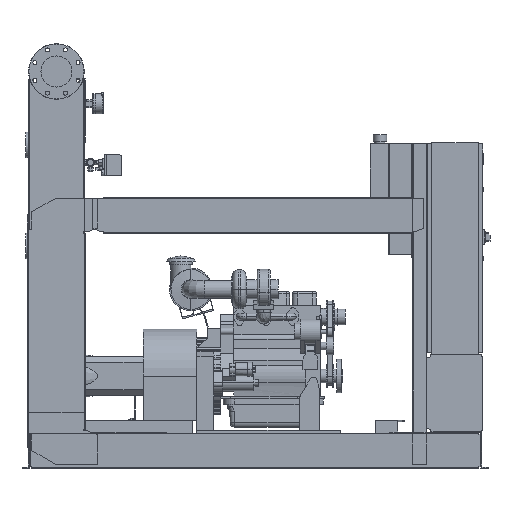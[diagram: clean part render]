
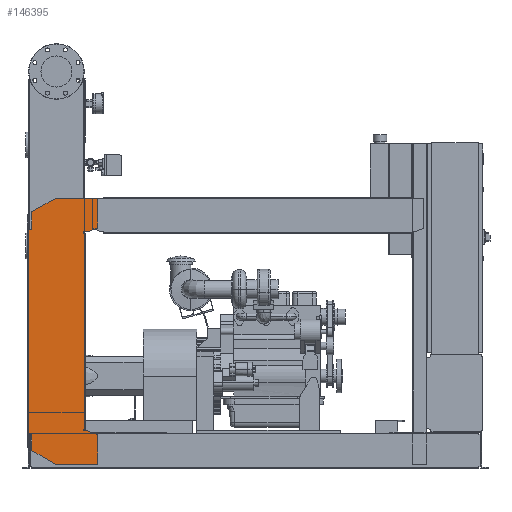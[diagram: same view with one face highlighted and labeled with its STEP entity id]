
A CAD part, front view. The second image highlights one B-rep face of the part: STEP entity #146395.
In plain terms, the highlighted free-form (B-spline) face has degree [1, 1] with [2, 2] control points.
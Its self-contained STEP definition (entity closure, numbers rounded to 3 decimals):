
#145880=CARTESIAN_POINT('',(-111.0,-463.5,1076.0));
#145881=VERTEX_POINT('',#145880);
#145888=CARTESIAN_POINT('',(-111.0,-463.5,1153.378));
#145889=VERTEX_POINT('',#145888);
#145890=CARTESIAN_POINT('',(-111.0,-463.5,1076.0));
#145891=DIRECTION('',(0.0,0.0,1.0));
#145892=VECTOR('',#145891,77.378);
#145893=LINE('',#145890,#145892);
#145894=EDGE_CURVE('',#145881,#145889,#145893,.T.);
#145912=CARTESIAN_POINT('',(-6.0,-463.5,1214.0));
#145913=VERTEX_POINT('',#145912);
#145914=CARTESIAN_POINT('',(-111.0,-463.5,1153.378));
#145915=DIRECTION('',(0.866,0.0,0.5));
#145916=VECTOR('',#145915,121.244);
#145917=LINE('',#145914,#145916);
#145918=EDGE_CURVE('',#145889,#145913,#145917,.T.);
#145936=CARTESIAN_POINT('',(186.0,-463.5,1214.0));
#145937=VERTEX_POINT('',#145936);
#145938=CARTESIAN_POINT('',(-6.0,-463.5,1214.0));
#145939=DIRECTION('',(1.0,0.0,0.0));
#145940=VECTOR('',#145939,192.0);
#145941=LINE('',#145938,#145940);
#145942=EDGE_CURVE('',#145913,#145937,#145941,.T.);
#145960=CARTESIAN_POINT('',(186.,-463.5,1080.379));
#145961=VERTEX_POINT('',#145960);
#145962=CARTESIAN_POINT('',(186.0,-463.5,1214.0));
#145963=DIRECTION('',(0.0,0.0,-1.0));
#145964=VECTOR('',#145963,133.621);
#145965=LINE('',#145962,#145964);
#145966=EDGE_CURVE('',#145937,#145961,#145965,.T.);
#145984=CARTESIAN_POINT('',(141.,-463.5,1064.0));
#145985=VERTEX_POINT('',#145984);
#145986=CARTESIAN_POINT('',(186.,-463.5,1080.379));
#145987=DIRECTION('',(-0.94,0.0,-0.342));
#145988=VECTOR('',#145987,47.888);
#145989=LINE('',#145986,#145988);
#145990=EDGE_CURVE('',#145961,#145985,#145989,.T.);
#146008=CARTESIAN_POINT('',(121.,-463.5,1064.0));
#146009=VERTEX_POINT('',#146008);
#146010=CARTESIAN_POINT('',(141.,-463.5,1064.0));
#146011=DIRECTION('',(-1.0,0.0,0.0));
#146012=VECTOR('',#146011,20.0);
#146013=LINE('',#146010,#146012);
#146014=EDGE_CURVE('',#145985,#146009,#146013,.T.);
#146032=CARTESIAN_POINT('',(121.,-463.5,1056.0));
#146033=VERTEX_POINT('',#146032);
#146034=CARTESIAN_POINT('',(121.,-463.5,1064.0));
#146035=DIRECTION('',(0.0,0.0,-1.0));
#146036=VECTOR('',#146035,8.0);
#146037=LINE('',#146034,#146036);
#146038=EDGE_CURVE('',#146009,#146033,#146037,.T.);
#146056=CARTESIAN_POINT('',(129.,-463.5,1056.0));
#146057=VERTEX_POINT('',#146056);
#146058=CARTESIAN_POINT('',(121.,-463.5,1056.0));
#146059=DIRECTION('',(1.0,0.0,0.0));
#146060=VECTOR('',#146059,8.0);
#146061=LINE('',#146058,#146060);
#146062=EDGE_CURVE('',#146033,#146057,#146061,.T.);
#146080=CARTESIAN_POINT('',(129.,-463.5,176.));
#146081=VERTEX_POINT('',#146080);
#146092=CARTESIAN_POINT('',(129.,-463.5,1056.0));
#146093=DIRECTION('',(0.0,0.0,-1.0));
#146094=VECTOR('',#146093,880.);
#146095=LINE('',#146092,#146094);
#146096=EDGE_CURVE('',#146057,#146081,#146095,.T.);
#146110=CARTESIAN_POINT('',(121.,-463.5,176.));
#146111=VERTEX_POINT('',#146110);
#146112=CARTESIAN_POINT('',(129.,-463.5,176.));
#146113=DIRECTION('',(-1.0,0.0,0.0));
#146114=VECTOR('',#146113,8.0);
#146115=LINE('',#146112,#146114);
#146116=EDGE_CURVE('',#146081,#146111,#146115,.T.);
#146134=CARTESIAN_POINT('',(121.,-463.5,168.));
#146135=VERTEX_POINT('',#146134);
#146136=CARTESIAN_POINT('',(121.,-463.5,176.));
#146137=DIRECTION('',(0.0,0.0,-1.0));
#146138=VECTOR('',#146137,8.0);
#146139=LINE('',#146136,#146138);
#146140=EDGE_CURVE('',#146111,#146135,#146139,.T.);
#146158=CARTESIAN_POINT('',(141.,-463.5,168.));
#146159=VERTEX_POINT('',#146158);
#146160=CARTESIAN_POINT('',(121.,-463.5,168.));
#146161=DIRECTION('',(1.0,0.0,0.0));
#146162=VECTOR('',#146161,20.0);
#146163=LINE('',#146160,#146162);
#146164=EDGE_CURVE('',#146135,#146159,#146163,.T.);
#146182=CARTESIAN_POINT('',(186.,-463.5,151.621));
#146183=VERTEX_POINT('',#146182);
#146184=CARTESIAN_POINT('',(141.,-463.5,168.));
#146185=DIRECTION('',(0.94,0.0,-0.342));
#146186=VECTOR('',#146185,47.888);
#146187=LINE('',#146184,#146186);
#146188=EDGE_CURVE('',#146159,#146183,#146187,.T.);
#146206=CARTESIAN_POINT('',(186.,-463.5,18.0));
#146207=VERTEX_POINT('',#146206);
#146208=CARTESIAN_POINT('',(186.,-463.5,151.621));
#146209=DIRECTION('',(0.0,0.0,-1.0));
#146210=VECTOR('',#146209,133.621);
#146211=LINE('',#146208,#146210);
#146212=EDGE_CURVE('',#146183,#146207,#146211,.T.);
#146230=CARTESIAN_POINT('',(-4.,-463.5,18.0));
#146231=VERTEX_POINT('',#146230);
#146232=CARTESIAN_POINT('',(186.,-463.5,18.0));
#146233=DIRECTION('',(-1.0,0.0,0.0));
#146234=VECTOR('',#146233,190.);
#146235=LINE('',#146232,#146234);
#146236=EDGE_CURVE('',#146207,#146231,#146235,.T.);
#146254=CARTESIAN_POINT('',(-111.,-463.5,79.776));
#146255=VERTEX_POINT('',#146254);
#146256=CARTESIAN_POINT('',(-4.,-463.5,18.0));
#146257=DIRECTION('',(-0.866,0.,0.5));
#146258=VECTOR('',#146257,123.553);
#146259=LINE('',#146256,#146258);
#146260=EDGE_CURVE('',#146231,#146255,#146259,.T.);
#146278=CARTESIAN_POINT('',(-111.,-463.5,156.0));
#146279=VERTEX_POINT('',#146278);
#146280=CARTESIAN_POINT('',(-111.,-463.5,79.776));
#146281=DIRECTION('',(0.0,0.0,1.0));
#146282=VECTOR('',#146281,76.224);
#146283=LINE('',#146280,#146282);
#146284=EDGE_CURVE('',#146255,#146279,#146283,.T.);
#146302=CARTESIAN_POINT('',(-131.,-463.5,156.0));
#146303=VERTEX_POINT('',#146302);
#146304=CARTESIAN_POINT('',(-111.,-463.5,156.0));
#146305=DIRECTION('',(-1.0,0.0,0.0));
#146306=VECTOR('',#146305,20.0);
#146307=LINE('',#146304,#146306);
#146308=EDGE_CURVE('',#146279,#146303,#146307,.T.);
#146326=CARTESIAN_POINT('',(-131.0,-463.5,1076.0));
#146327=VERTEX_POINT('',#146326);
#146340=CARTESIAN_POINT('',(-131.,-463.5,156.0));
#146341=DIRECTION('',(0.0,0.0,1.0));
#146342=VECTOR('',#146341,920.0);
#146343=LINE('',#146340,#146342);
#146344=EDGE_CURVE('',#146303,#146327,#146343,.T.);
#146358=CARTESIAN_POINT('',(-131.0,-463.5,1076.0));
#146359=DIRECTION('',(1.0,0.0,0.0));
#146360=VECTOR('',#146359,20.0);
#146361=LINE('',#146358,#146360);
#146362=EDGE_CURVE('',#146327,#145881,#146361,.T.);
#146368=CARTESIAN_POINT('',(-131.,-463.5,18.0));
#146369=CARTESIAN_POINT('',(186.0,-463.5,18.0));
#146370=CARTESIAN_POINT('',(-131.,-463.5,1214.0));
#146371=CARTESIAN_POINT('',(186.0,-463.5,1214.0));
#146372=B_SPLINE_SURFACE_WITH_KNOTS('',1,1,((#146368,#146370),(#146369,#146371)),.UNSPECIFIED.,.F.,.F.,.U.,(2,2),(2,2),(0.0,317.),(0.0,1196.0),.UNSPECIFIED.);
#146373=ORIENTED_EDGE('',*,*,#146362,.F.);
#146374=ORIENTED_EDGE('',*,*,#146344,.F.);
#146375=ORIENTED_EDGE('',*,*,#146308,.F.);
#146376=ORIENTED_EDGE('',*,*,#146284,.F.);
#146377=ORIENTED_EDGE('',*,*,#146260,.F.);
#146378=ORIENTED_EDGE('',*,*,#146236,.F.);
#146379=ORIENTED_EDGE('',*,*,#146212,.F.);
#146380=ORIENTED_EDGE('',*,*,#146188,.F.);
#146381=ORIENTED_EDGE('',*,*,#146164,.F.);
#146382=ORIENTED_EDGE('',*,*,#146140,.F.);
#146383=ORIENTED_EDGE('',*,*,#146116,.F.);
#146384=ORIENTED_EDGE('',*,*,#146096,.F.);
#146385=ORIENTED_EDGE('',*,*,#146062,.F.);
#146386=ORIENTED_EDGE('',*,*,#146038,.F.);
#146387=ORIENTED_EDGE('',*,*,#146014,.F.);
#146388=ORIENTED_EDGE('',*,*,#145990,.F.);
#146389=ORIENTED_EDGE('',*,*,#145966,.F.);
#146390=ORIENTED_EDGE('',*,*,#145942,.F.);
#146391=ORIENTED_EDGE('',*,*,#145918,.F.);
#146392=ORIENTED_EDGE('',*,*,#145894,.F.);
#146393=EDGE_LOOP('',(#146373,#146374,#146375,#146376,#146377,#146378,#146379,#146380,#146381,#146382,#146383,#146384,#146385,#146386,#146387,#146388,#146389,#146390,#146391,#146392));
#146394=FACE_OUTER_BOUND('',#146393,.T.);
#146395=ADVANCED_FACE('',(#146394),#146372,.T.);
